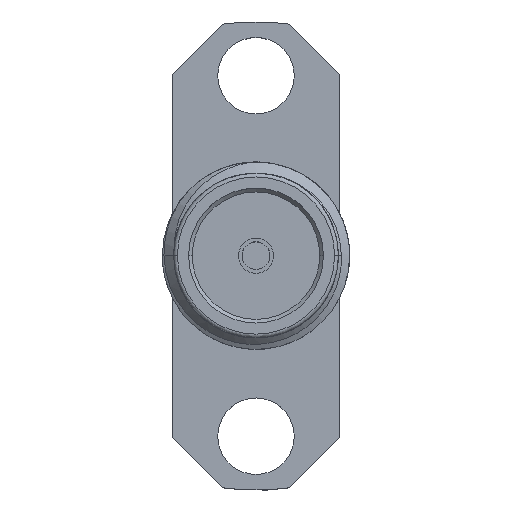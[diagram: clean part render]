
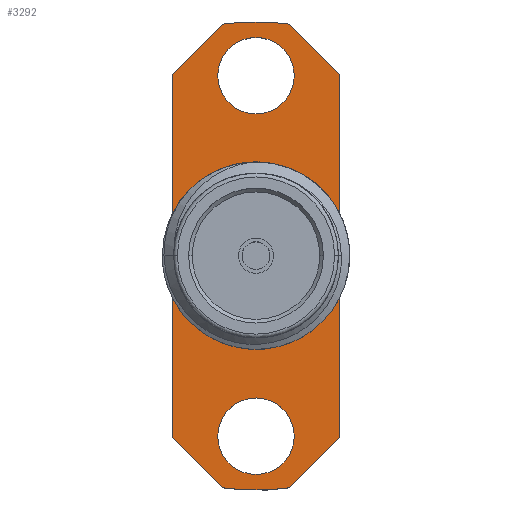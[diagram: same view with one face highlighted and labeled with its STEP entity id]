
A CAD part, top view. The second image highlights one B-rep face of the part: STEP entity #3292.
In plain terms, the highlighted planar face has unit normal (0, 0, 1).
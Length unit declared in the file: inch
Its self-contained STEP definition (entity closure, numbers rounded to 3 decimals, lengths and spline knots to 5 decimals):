
#38 = VERTEX_POINT ( 'NONE', #3251 ) ;
#48 = CIRCLE ( 'NONE', #830, 0.10989 ) ;
#166 = CARTESIAN_POINT ( 'NONE',  ( 0.1115, -0.3125, -0.308 ) ) ;
#179 = DIRECTION ( 'NONE',  ( 0., 0., 1. ) ) ;
#231 = LINE ( 'NONE', #166, #1858 ) ;
#258 = VERTEX_POINT ( 'NONE', #1454 ) ;
#281 = VERTEX_POINT ( 'NONE', #2258 ) ;
#333 = VERTEX_POINT ( 'NONE', #3325 ) ;
#360 = EDGE_LOOP ( 'NONE', ( #2761, #1040 ) ) ;
#396 = VERTEX_POINT ( 'NONE', #2341 ) ;
#434 = DIRECTION ( 'NONE',  ( 0., 1., 0. ) ) ;
#436 = DIRECTION ( 'NONE',  ( 0., 0., 1. ) ) ;
#484 = DIRECTION ( 'NONE',  ( 0., -1., 0. ) ) ;
#486 = CARTESIAN_POINT ( 'NONE',  ( 0., 0., -0.308 ) ) ;
#488 = EDGE_CURVE ( 'NONE', #38, #281, #48, .T. ) ;
#495 = CIRCLE ( 'NONE', #1806, 0.051 ) ;
#498 = DIRECTION ( 'NONE',  ( 1., 0., 0. ) ) ;
#558 = DIRECTION ( 'NONE',  ( 1., 0., 0. ) ) ;
#632 = DIRECTION ( 'NONE',  ( 0., 0., 1. ) ) ;
#646 = EDGE_CURVE ( 'NONE', #1435, #1082, #3295, .T. ) ;
#649 = DIRECTION ( 'NONE',  ( 1., 0., 0. ) ) ;
#657 = ORIENTED_EDGE ( 'NONE', *, *, #2651, .F. ) ;
#696 = EDGE_CURVE ( 'NONE', #3013, #2150, #2004, .T. ) ;
#743 = DIRECTION ( 'NONE',  ( -0.707, -0.707, 0. ) ) ;
#783 = AXIS2_PLACEMENT_3D ( 'NONE', #2110, #2395, #993 ) ;
#809 = DIRECTION ( 'NONE',  ( 0., 0., 1. ) ) ;
#830 = AXIS2_PLACEMENT_3D ( 'NONE', #486, #809, #1029 ) ;
#836 = CARTESIAN_POINT ( 'NONE',  ( -0.051, 0.2405, -0.308 ) ) ;
#852 = ORIENTED_EDGE ( 'NONE', *, *, #1234, .F. ) ;
#899 = CARTESIAN_POINT ( 'NONE',  ( -0.0415, -0.3125, -0.308 ) ) ;
#928 = ORIENTED_EDGE ( 'NONE', *, *, #2368, .F. ) ;
#957 = VECTOR ( 'NONE', #2362, 39.37008 ) ;
#980 = DIRECTION ( 'NONE',  ( 0., 0., 1. ) ) ;
#987 = ORIENTED_EDGE ( 'NONE', *, *, #646, .T. ) ;
#993 = DIRECTION ( 'NONE',  ( -1., 0., 0. ) ) ;
#996 = CARTESIAN_POINT ( 'NONE',  ( 0., -0.2405, -0.308 ) ) ;
#1011 = CARTESIAN_POINT ( 'NONE',  ( -0.1115, 0.2425, -0.308 ) ) ;
#1015 = EDGE_CURVE ( 'NONE', #258, #1435, #1781, .T. ) ;
#1016 = EDGE_CURVE ( 'NONE', #396, #258, #231, .T. ) ;
#1029 = DIRECTION ( 'NONE',  ( -1., 0., 0. ) ) ;
#1040 = ORIENTED_EDGE ( 'NONE', *, *, #2046, .F. ) ;
#1049 = DIRECTION ( 'NONE',  ( 1., 0., 0. ) ) ;
#1082 = VERTEX_POINT ( 'NONE', #3230 ) ;
#1114 = AXIS2_PLACEMENT_3D ( 'NONE', #3494, #436, #1049 ) ;
#1234 = EDGE_CURVE ( 'NONE', #281, #38, #1863, .T. ) ;
#1265 = CARTESIAN_POINT ( 'NONE',  ( 0.1115, -0.2425, -0.308 ) ) ;
#1269 = FACE_BOUND ( 'NONE', #360, .T. ) ;
#1283 = CARTESIAN_POINT ( 'NONE',  ( 0.051, -0.2405, -0.308 ) ) ;
#1348 = CARTESIAN_POINT ( 'NONE',  ( 0., 0., -0.308 ) ) ;
#1421 = EDGE_CURVE ( 'NONE', #1082, #3212, #2652, .T. ) ;
#1435 = VERTEX_POINT ( 'NONE', #3487 ) ;
#1454 = CARTESIAN_POINT ( 'NONE',  ( 0.1115, 0.2425, -0.308 ) ) ;
#1491 = CARTESIAN_POINT ( 'NONE',  ( -0.1115, -0.2425, -0.308 ) ) ;
#1498 = ORIENTED_EDGE ( 'NONE', *, *, #1016, .T. ) ;
#1542 = FACE_BOUND ( 'NONE', #2819, .T. ) ;
#1582 = CARTESIAN_POINT ( 'NONE',  ( 0.0415, 0.3125, -0.308 ) ) ;
#1596 = CARTESIAN_POINT ( 'NONE',  ( -0.04472, -0.30928, -0.308 ) ) ;
#1708 = ORIENTED_EDGE ( 'NONE', *, *, #1015, .T. ) ;
#1723 = ORIENTED_EDGE ( 'NONE', *, *, #696, .T. ) ;
#1781 = LINE ( 'NONE', #1582, #957 ) ;
#1784 = CARTESIAN_POINT ( 'NONE',  ( 0., -0.2405, -0.308 ) ) ;
#1806 = AXIS2_PLACEMENT_3D ( 'NONE', #996, #980, #2565 ) ;
#1858 = VECTOR ( 'NONE', #434, 39.37008 ) ;
#1863 = CIRCLE ( 'NONE', #2667, 0.10989 ) ;
#1906 = CARTESIAN_POINT ( 'NONE',  ( 0., 0., -0.308 ) ) ;
#1909 = AXIS2_PLACEMENT_3D ( 'NONE', #2221, #632, #3097 ) ;
#1920 = VECTOR ( 'NONE', #3448, 39.37008 ) ;
#1994 = ORIENTED_EDGE ( 'NONE', *, *, #488, .F. ) ;
#2004 = LINE ( 'NONE', #899, #3119 ) ;
#2007 = EDGE_LOOP ( 'NONE', ( #928, #657 ) ) ;
#2011 = ORIENTED_EDGE ( 'NONE', *, *, #1421, .T. ) ;
#2046 = EDGE_CURVE ( 'NONE', #333, #2092, #3472, .T. ) ;
#2059 = LINE ( 'NONE', #1265, #1920 ) ;
#2066 = EDGE_CURVE ( 'NONE', #2798, #396, #2059, .T. ) ;
#2092 = VERTEX_POINT ( 'NONE', #1283 ) ;
#2110 = CARTESIAN_POINT ( 'NONE',  ( 0., 0., -0.308 ) ) ;
#2139 = CIRCLE ( 'NONE', #2612, 0.3125 ) ;
#2150 = VERTEX_POINT ( 'NONE', #1596 ) ;
#2221 = CARTESIAN_POINT ( 'NONE',  ( 0., 0., -0.308 ) ) ;
#2258 = CARTESIAN_POINT ( 'NONE',  ( -0.10989, 0., -0.308 ) ) ;
#2265 = ORIENTED_EDGE ( 'NONE', *, *, #2681, .T. ) ;
#2280 = DIRECTION ( 'NONE',  ( 0.707, -0.707, 0. ) ) ;
#2331 = VECTOR ( 'NONE', #484, 39.37008 ) ;
#2341 = CARTESIAN_POINT ( 'NONE',  ( 0.1115, -0.2425, -0.308 ) ) ;
#2362 = DIRECTION ( 'NONE',  ( -0.707, 0.707, 0. ) ) ;
#2368 = EDGE_CURVE ( 'NONE', #3386, #3446, #3511, .T. ) ;
#2377 = FACE_OUTER_BOUND ( 'NONE', #2784, .T. ) ;
#2395 = DIRECTION ( 'NONE',  ( 0., 0., -1. ) ) ;
#2412 = CARTESIAN_POINT ( 'NONE',  ( -0.1115, -0.3125, -0.308 ) ) ;
#2447 = CARTESIAN_POINT ( 'NONE',  ( 0.051, 0.2405, -0.308 ) ) ;
#2565 = DIRECTION ( 'NONE',  ( 1., 0., 0. ) ) ;
#2612 = AXIS2_PLACEMENT_3D ( 'NONE', #1906, #3002, #558 ) ;
#2619 = EDGE_CURVE ( 'NONE', #2092, #333, #495, .T. ) ;
#2651 = EDGE_CURVE ( 'NONE', #3446, #3386, #2666, .T. ) ;
#2652 = LINE ( 'NONE', #1011, #3355 ) ;
#2664 = FACE_BOUND ( 'NONE', #2007, .T. ) ;
#2666 = CIRCLE ( 'NONE', #3409, 0.051 ) ;
#2667 = AXIS2_PLACEMENT_3D ( 'NONE', #1348, #3030, #3525 ) ;
#2681 = EDGE_CURVE ( 'NONE', #3212, #3013, #3207, .T. ) ;
#2761 = ORIENTED_EDGE ( 'NONE', *, *, #2619, .F. ) ;
#2784 = EDGE_LOOP ( 'NONE', ( #987, #2011, #2265, #1723, #2884, #2799, #1498, #1708 ) ) ;
#2798 = VERTEX_POINT ( 'NONE', #2905 ) ;
#2799 = ORIENTED_EDGE ( 'NONE', *, *, #2066, .T. ) ;
#2819 = EDGE_LOOP ( 'NONE', ( #1994, #852 ) ) ;
#2884 = ORIENTED_EDGE ( 'NONE', *, *, #2998, .T. ) ;
#2905 = CARTESIAN_POINT ( 'NONE',  ( 0.04472, -0.30928, -0.308 ) ) ;
#2943 = DIRECTION ( 'NONE',  ( 0., 0., 1. ) ) ;
#2998 = EDGE_CURVE ( 'NONE', #2150, #2798, #2139, .T. ) ;
#3002 = DIRECTION ( 'NONE',  ( 0., 0., 1. ) ) ;
#3013 = VERTEX_POINT ( 'NONE', #1491 ) ;
#3030 = DIRECTION ( 'NONE',  ( 0., 0., 1. ) ) ;
#3097 = DIRECTION ( 'NONE',  ( 1., 0., 0. ) ) ;
#3119 = VECTOR ( 'NONE', #2280, 39.37008 ) ;
#3164 = CARTESIAN_POINT ( 'NONE',  ( -0.1115, 0.2425, -0.308 ) ) ;
#3186 = PLANE ( 'NONE',  #783 ) ;
#3207 = LINE ( 'NONE', #2412, #2331 ) ;
#3212 = VERTEX_POINT ( 'NONE', #3164 ) ;
#3230 = CARTESIAN_POINT ( 'NONE',  ( -0.04472, 0.30928, -0.308 ) ) ;
#3251 = CARTESIAN_POINT ( 'NONE',  ( 0.10989, 0., -0.308 ) ) ;
#3292 = ADVANCED_FACE ( 'NONE', ( #2664, #1269, #1542, #2377 ), #3186, .F. ) ;
#3295 = CIRCLE ( 'NONE', #1909, 0.3125 ) ;
#3325 = CARTESIAN_POINT ( 'NONE',  ( -0.051, -0.2405, -0.308 ) ) ;
#3355 = VECTOR ( 'NONE', #743, 39.37008 ) ;
#3386 = VERTEX_POINT ( 'NONE', #2447 ) ;
#3409 = AXIS2_PLACEMENT_3D ( 'NONE', #3439, #179, #649 ) ;
#3439 = CARTESIAN_POINT ( 'NONE',  ( 0., 0.2405, -0.308 ) ) ;
#3446 = VERTEX_POINT ( 'NONE', #836 ) ;
#3448 = DIRECTION ( 'NONE',  ( 0.707, 0.707, 0. ) ) ;
#3469 = AXIS2_PLACEMENT_3D ( 'NONE', #1784, #2943, #498 ) ;
#3472 = CIRCLE ( 'NONE', #3469, 0.051 ) ;
#3487 = CARTESIAN_POINT ( 'NONE',  ( 0.04472, 0.30928, -0.308 ) ) ;
#3494 = CARTESIAN_POINT ( 'NONE',  ( 0., 0.2405, -0.308 ) ) ;
#3511 = CIRCLE ( 'NONE', #1114, 0.051 ) ;
#3525 = DIRECTION ( 'NONE',  ( -1., 0., 0. ) ) ;
